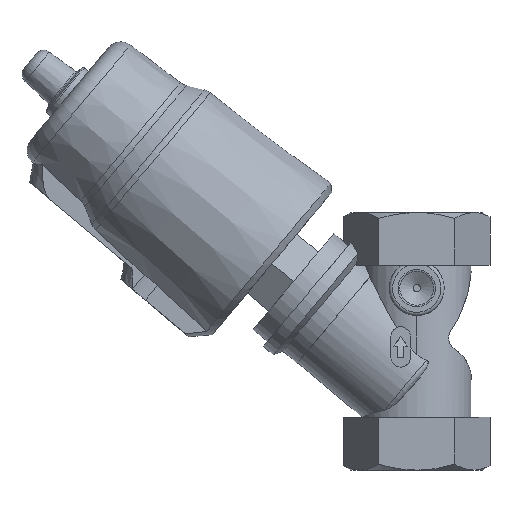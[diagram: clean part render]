
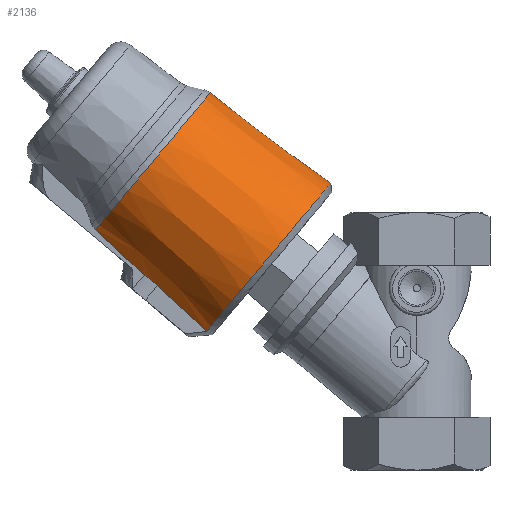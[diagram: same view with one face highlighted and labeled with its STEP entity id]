
A CAD part, left-side view. The second image highlights one B-rep face of the part: STEP entity #2136.
In plain terms, the highlighted conical face has half-angle 3 degrees and reference radius 28.445 mm.
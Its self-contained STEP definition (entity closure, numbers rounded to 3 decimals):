
#46=CONICAL_SURFACE('',#2356,28.445,0.052);
#430=B_SPLINE_CURVE_WITH_KNOTS('',3,(#3487,#3488,#3489,#3490,#3491,#3492,
#3493,#3494,#3495,#3496,#3497,#3498,#3499,#3500,#3501,#3502,#3503,#3504,
#3505,#3506,#3507,#3508,#3509,#3510,#3511,#3512,#3513,#3514,#3515,#3516,
#3517,#3518,#3519,#3520,#3521,#3522,#3523,#3524,#3525,#3526,#3527,#3528,
#3529),.UNSPECIFIED.,.F.,.F.,(4,1,1,1,1,1,1,1,1,1,1,1,1,1,1,1,1,1,1,1,1,
1,1,1,1,1,1,1,1,1,1,1,1,1,1,1,1,1,1,1,4),(0.107,0.112,
0.115,0.118,0.123,0.126,
0.129,0.131,0.134,0.137,
0.14,0.142,0.145,0.15,
0.153,0.156,0.161,0.164,
0.167,0.172,0.177,0.183,
0.188,0.194,0.199,0.205,
0.21,0.215,0.221,0.226,
0.232,0.237,0.243,0.248,
0.253,0.259,0.264,0.267,
0.27,0.275,0.28),.UNSPECIFIED.);
#444=B_SPLINE_CURVE_WITH_KNOTS('',3,(#3669,#3670,#3671,#3672),
 .UNSPECIFIED.,.F.,.F.,(4,4),(0.063,0.084),
 .UNSPECIFIED.);
#447=B_SPLINE_CURVE_WITH_KNOTS('',3,(#3686,#3687,#3688,#3689),
 .UNSPECIFIED.,.F.,.F.,(4,4),(0.063,0.084),
 .UNSPECIFIED.);
#449=B_SPLINE_CURVE_WITH_KNOTS('',3,(#3698,#3699,#3700,#3701,#3702),
 .UNSPECIFIED.,.F.,.F.,(4,1,4),(0.001,0.004,
0.007),.UNSPECIFIED.);
#451=B_SPLINE_CURVE_WITH_KNOTS('',3,(#3714,#3715,#3716,#3717),
 .UNSPECIFIED.,.F.,.F.,(4,4),(0.001,0.006),
 .UNSPECIFIED.);
#453=B_SPLINE_CURVE_WITH_KNOTS('',3,(#3730,#3731,#3732,#3733),
 .UNSPECIFIED.,.F.,.F.,(4,4),(0.001,0.022),
 .UNSPECIFIED.);
#454=B_SPLINE_CURVE_WITH_KNOTS('',3,(#3735,#3736,#3737,#3738),
 .UNSPECIFIED.,.F.,.F.,(4,4),(0.001,0.022),
 .UNSPECIFIED.);
#704=ORIENTED_EDGE('',*,*,#1255,.T.);
#705=ORIENTED_EDGE('',*,*,#1200,.T.);
#706=ORIENTED_EDGE('',*,*,#1256,.F.);
#707=ORIENTED_EDGE('',*,*,#1245,.F.);
#708=ORIENTED_EDGE('',*,*,#1242,.F.);
#709=ORIENTED_EDGE('',*,*,#1240,.T.);
#710=ORIENTED_EDGE('',*,*,#1238,.T.);
#711=ORIENTED_EDGE('',*,*,#1249,.F.);
#1200=EDGE_CURVE('',#1500,#1499,#430,.T.);
#1238=EDGE_CURVE('',#1530,#1529,#444,.T.);
#1240=EDGE_CURVE('',#1531,#1530,#1682,.T.);
#1242=EDGE_CURVE('',#1531,#1532,#447,.T.);
#1245=EDGE_CURVE('',#1532,#1534,#449,.T.);
#1249=EDGE_CURVE('',#1536,#1529,#451,.T.);
#1255=EDGE_CURVE('',#1536,#1500,#453,.T.);
#1256=EDGE_CURVE('',#1534,#1499,#454,.T.);
#1499=VERTEX_POINT('',#3486);
#1500=VERTEX_POINT('',#3530);
#1529=VERTEX_POINT('',#3668);
#1530=VERTEX_POINT('',#3673);
#1531=VERTEX_POINT('',#3680);
#1532=VERTEX_POINT('',#3690);
#1534=VERTEX_POINT('',#3703);
#1536=VERTEX_POINT('',#3712);
#1682=CIRCLE('',#2346,28.445);
#1771=EDGE_LOOP('',(#704,#705,#706,#707,#708,#709,#710,#711));
#1951=FACE_BOUND('',#1771,.T.);
#2136=ADVANCED_FACE('',(#1951),#46,.T.);
#2346=AXIS2_PLACEMENT_3D('',#3679,#2710,#2711);
#2356=AXIS2_PLACEMENT_3D('',#3739,#2735,#2736);
#2710=DIRECTION('',(0.643,-0.766,0.));
#2711=DIRECTION('',(0.766,0.643,0.));
#2735=DIRECTION('',(0.643,-0.766,0.));
#2736=DIRECTION('',(0.766,0.643,0.));
#3486=CARTESIAN_POINT('',(-43.064,65.317,10.));
#3487=CARTESIAN_POINT('',(-43.064,65.317,-10.));
#3488=CARTESIAN_POINT('',(-43.511,64.942,-11.705));
#3489=CARTESIAN_POINT('',(-44.349,64.238,-14.182));
#3490=CARTESIAN_POINT('',(-45.812,63.01,-17.301));
#3491=CARTESIAN_POINT('',(-47.455,61.632,-20.196));
#3492=CARTESIAN_POINT('',(-49.382,60.015,-22.802));
#3493=CARTESIAN_POINT('',(-51.574,58.175,-25.07));
#3494=CARTESIAN_POINT('',(-53.303,56.725,-26.554));
#3495=CARTESIAN_POINT('',(-55.123,55.197,-27.838));
#3496=CARTESIAN_POINT('',(-57.046,53.584,-28.92));
#3497=CARTESIAN_POINT('',(-59.031,51.918,-29.774));
#3498=CARTESIAN_POINT('',(-61.045,50.228,-30.391));
#3499=CARTESIAN_POINT('',(-63.094,48.509,-30.779));
#3500=CARTESIAN_POINT('',(-65.889,46.163,-30.982));
#3501=CARTESIAN_POINT('',(-68.651,43.845,-30.702));
#3502=CARTESIAN_POINT('',(-71.353,41.577,-29.959));
#3503=CARTESIAN_POINT('',(-74.035,39.327,-28.891));
#3504=CARTESIAN_POINT('',(-76.547,37.219,-27.392));
#3505=CARTESIAN_POINT('',(-78.893,35.25,-25.477));
#3506=CARTESIAN_POINT('',(-81.13,33.374,-23.268));
#3507=CARTESIAN_POINT('',(-83.577,31.32,-20.112));
#3508=CARTESIAN_POINT('',(-86.011,29.277,-15.623));
#3509=CARTESIAN_POINT('',(-87.773,27.799,-10.737));
#3510=CARTESIAN_POINT('',(-88.875,26.874,-5.442));
#3511=CARTESIAN_POINT('',(-89.241,26.567,0.007));
#3512=CARTESIAN_POINT('',(-88.876,26.874,5.433));
#3513=CARTESIAN_POINT('',(-87.774,27.798,10.733));
#3514=CARTESIAN_POINT('',(-86.013,29.276,15.619));
#3515=CARTESIAN_POINT('',(-83.58,31.318,20.108));
#3516=CARTESIAN_POINT('',(-80.64,33.785,23.901));
#3517=CARTESIAN_POINT('',(-77.17,36.696,27.024));
#3518=CARTESIAN_POINT('',(-73.411,39.851,29.263));
#3519=CARTESIAN_POINT('',(-69.329,43.276,30.637));
#3520=CARTESIAN_POINT('',(-65.208,46.734,31.05));
#3521=CARTESIAN_POINT('',(-61.016,50.252,30.507));
#3522=CARTESIAN_POINT('',(-57.035,53.593,29.042));
#3523=CARTESIAN_POINT('',(-53.244,56.774,26.649));
#3524=CARTESIAN_POINT('',(-50.455,59.114,24.015));
#3525=CARTESIAN_POINT('',(-48.417,60.824,21.499));
#3526=CARTESIAN_POINT('',(-46.587,62.36,18.798));
#3527=CARTESIAN_POINT('',(-44.646,63.989,15.048));
#3528=CARTESIAN_POINT('',(-43.51,64.942,11.704));
#3529=CARTESIAN_POINT('',(-43.064,65.317,10.));
#3530=CARTESIAN_POINT('',(-43.064,65.317,-10.));
#3668=CARTESIAN_POINT('',(-60.554,84.678,-8.5));
#3669=CARTESIAN_POINT('',(-74.675,99.747,-8.5));
#3670=CARTESIAN_POINT('',(-69.967,94.725,-8.5));
#3671=CARTESIAN_POINT('',(-65.261,89.702,-8.5));
#3672=CARTESIAN_POINT('',(-60.554,84.678,-8.5));
#3673=CARTESIAN_POINT('',(-74.675,99.747,-8.5));
#3679=CARTESIAN_POINT('',(-95.47,82.298,0.));
#3680=CARTESIAN_POINT('',(-74.675,99.747,8.5));
#3686=CARTESIAN_POINT('',(-74.675,99.747,8.5));
#3687=CARTESIAN_POINT('',(-69.967,94.725,8.5));
#3688=CARTESIAN_POINT('',(-65.261,89.702,8.5));
#3689=CARTESIAN_POINT('',(-60.554,84.678,8.5));
#3690=CARTESIAN_POINT('',(-60.554,84.678,8.5));
#3698=CARTESIAN_POINT('',(-60.554,84.678,8.5));
#3699=CARTESIAN_POINT('',(-60.131,84.014,8.984));
#3700=CARTESIAN_POINT('',(-59.149,82.596,9.742));
#3701=CARTESIAN_POINT('',(-57.963,81.195,10.));
#3702=CARTESIAN_POINT('',(-57.323,80.513,10.));
#3703=CARTESIAN_POINT('',(-57.323,80.513,10.));
#3712=CARTESIAN_POINT('',(-57.323,80.513,-10.));
#3714=CARTESIAN_POINT('',(-57.323,80.513,-10.));
#3715=CARTESIAN_POINT('',(-58.588,81.861,-10.));
#3716=CARTESIAN_POINT('',(-59.698,83.335,-9.479));
#3717=CARTESIAN_POINT('',(-60.554,84.678,-8.5));
#3730=CARTESIAN_POINT('',(-57.323,80.513,-10.));
#3731=CARTESIAN_POINT('',(-52.569,75.448,-10.));
#3732=CARTESIAN_POINT('',(-47.816,70.383,-10.));
#3733=CARTESIAN_POINT('',(-43.064,65.317,-10.));
#3735=CARTESIAN_POINT('',(-57.323,80.513,10.));
#3736=CARTESIAN_POINT('',(-52.569,75.448,10.));
#3737=CARTESIAN_POINT('',(-47.816,70.383,10.));
#3738=CARTESIAN_POINT('',(-43.064,65.317,10.));
#3739=CARTESIAN_POINT('',(-95.47,82.298,0.));
